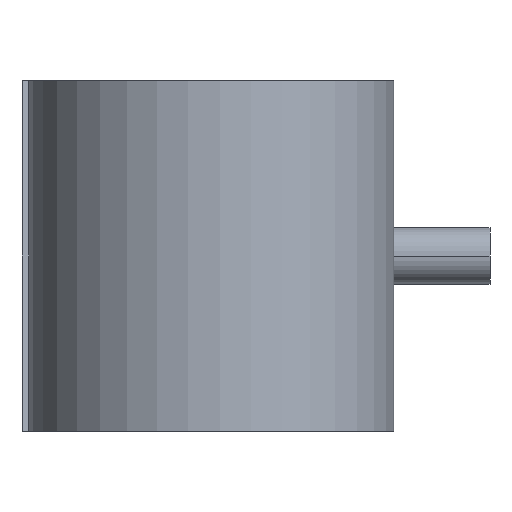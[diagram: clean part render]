
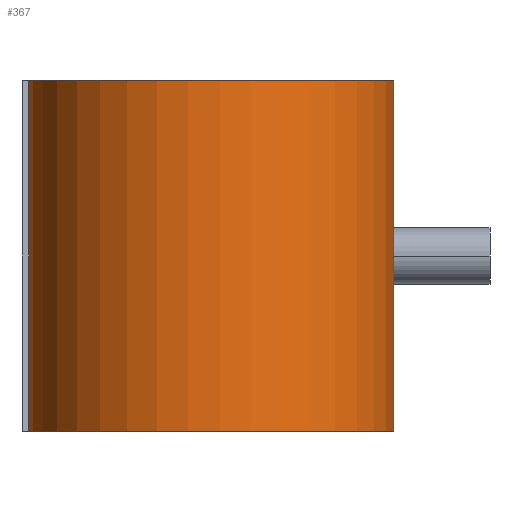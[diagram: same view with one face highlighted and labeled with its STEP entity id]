
A CAD part, front view. The second image highlights one B-rep face of the part: STEP entity #367.
In plain terms, the highlighted cylindrical face has radius 104.267 mm (diameter 208.533 mm), a partial arc.
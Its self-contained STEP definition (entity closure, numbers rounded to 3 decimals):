
#319 = VERTEX_POINT( '', #761 );
#329 = EDGE_CURVE( '', #319, #331, #772, .T. );
#331 = VERTEX_POINT( '', #774 );
#357 = VERTEX_POINT( '', #803 );
#367 = ADVANCED_FACE( '', ( #815 ), #816, .T. );
#423 = EDGE_CURVE( '', #319, #427, #879, .T. );
#427 = VERTEX_POINT( '', #883 );
#497 = EDGE_CURVE( '', #427, #357, #961, .T. );
#573 = EDGE_CURVE( '', #357, #331, #1044, .T. );
#761 = CARTESIAN_POINT( '', ( -104.156, -4.8, 100. ) );
#772 = CIRCLE( '', #1382, 104.267 );
#774 = CARTESIAN_POINT( '', ( 104.156, 4.8, 100. ) );
#803 = CARTESIAN_POINT( '', ( 104.156, 4.8, -100. ) );
#815 = FACE_OUTER_BOUND( '', #1584, .T. );
#816 = CYLINDRICAL_SURFACE( '', #1585, 104.267 );
#879 = LINE( '', #1832, #1833 );
#883 = CARTESIAN_POINT( '', ( -104.156, -4.8, -100. ) );
#961 = CIRCLE( '', #2013, 104.267 );
#1044 = LINE( '', #2123, #2124 );
#1382 = AXIS2_PLACEMENT_3D( '', #2383, #2384, #2385 );
#1584 = EDGE_LOOP( '', ( #2427, #2428, #2429, #2430 ) );
#1585 = AXIS2_PLACEMENT_3D( '', #2431, #2432, #2433 );
#1832 = CARTESIAN_POINT( '', ( -104.156, -4.8, 100. ) );
#1833 = VECTOR( '', #2505, 1. );
#2013 = AXIS2_PLACEMENT_3D( '', #2595, #2596, #2597 );
#2123 = CARTESIAN_POINT( '', ( 104.156, 4.8, 100. ) );
#2124 = VECTOR( '', #2688, 1. );
#2383 = CARTESIAN_POINT( '', ( 0., 0., 100. ) );
#2384 = DIRECTION( '', ( 0., 0., 1. ) );
#2385 = DIRECTION( '', ( -0.999, -0.046, 0. ) );
#2427 = ORIENTED_EDGE( '', *, *, #573, .T. );
#2428 = ORIENTED_EDGE( '', *, *, #329, .F. );
#2429 = ORIENTED_EDGE( '', *, *, #423, .T. );
#2430 = ORIENTED_EDGE( '', *, *, #497, .T. );
#2431 = CARTESIAN_POINT( '', ( 0., 0., 100. ) );
#2432 = DIRECTION( '', ( 0., 0., 1. ) );
#2433 = DIRECTION( '', ( -0.999, -0.046, 0. ) );
#2505 = DIRECTION( '', ( 0., 0., -1. ) );
#2595 = CARTESIAN_POINT( '', ( 0., 0., -100. ) );
#2596 = DIRECTION( '', ( 0., 0., 1. ) );
#2597 = DIRECTION( '', ( -0.999, -0.046, 0. ) );
#2688 = DIRECTION( '', ( 0., 0., 1. ) );
